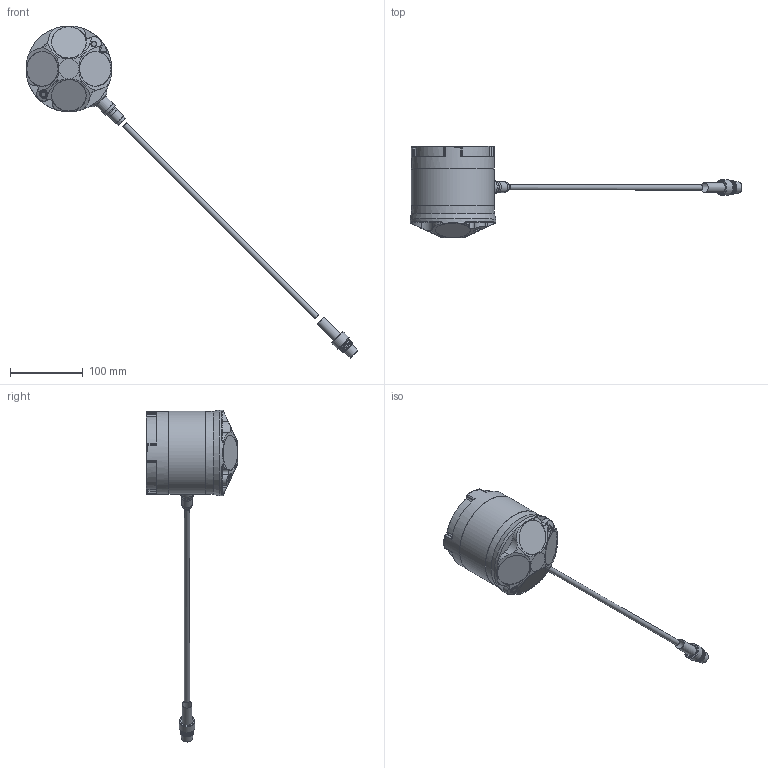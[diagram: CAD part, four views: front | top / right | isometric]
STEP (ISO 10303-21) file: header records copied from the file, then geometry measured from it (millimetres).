
FILE_DESCRIPTION(/* description */ ('SN-U final assembly 1K','CAx-IF Rec.Pracs.---Representation and Presentation of Product Manufacturing Information (PMI)---4.0---2014-10-13'),/* implementation_level */ '2;1');
FILE_NAME(/* name */ '8358-000-1511-A1.stp',/* time_stamp */ '2026-02-11T11:21:06Z',/* author */ ('axb'),/* organization */ (''),/* preprocessor_version */ 'ST-DEVELOPER v20',/* originating_system */ 'Autodesk Inventor 2025',/* authorisation */ '');
FILE_SCHEMA (('AP242_MANAGED_MODEL_BASED_3D_ENGINEERING_MIM_LF { 1 0 10303 442 1 1 4 }'));
Length unit declared in the file: millimetre
Products named in the file (2): 8358-1511; 8358-1511 - 1K SNU Final assembly_Simplify_4
Assembly tree (1 placements, depth 2):
  8358-1511
    8358-1511 - 1K SNU Final assembly_Simplify_4
Bounding box: 456.54 x 126.27 x 456.54 mm (x, y, z)
Volume: 1217498.8 mm3; surface area: 78408.7 mm2
Topology: 1 solids, 1 shells, 247 faces, 629 edges, 397 vertices
Faces by surface type: cylinder 91, plane 64, torus 57, cone 22, bspline 9, sphere 4
Full cylindrical faces by diameter (mm): 4.5 x4, 7 x1, 7.3 x1, 7.95 x1, 8 x1, 10.25 x1, 13.5 x1, 15 x1, 15.4 x1, 17.805 x2, 18.948 x3, 19 x1, 21.844 x1, 29 x1, 47.4 x4, 47.5 x4, 104.25 x1, 114 x1, 114.228 x1, 118 x1
Entity records: 9162 total; most frequent: CARTESIAN_POINT 2582, DIRECTION 1448, ORIENTED_EDGE 1258, AXIS2_PLACEMENT_3D 636, EDGE_CURVE 629, VERTEX_POINT 397, CIRCLE 355, EDGE_LOOP 269
